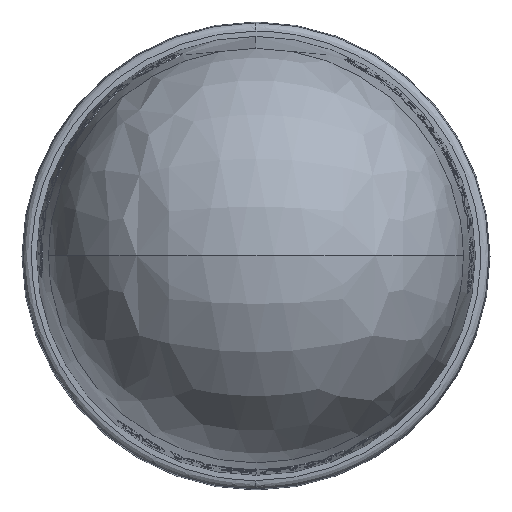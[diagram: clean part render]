
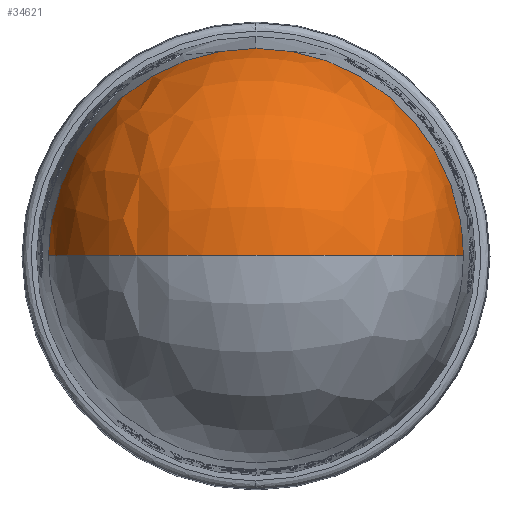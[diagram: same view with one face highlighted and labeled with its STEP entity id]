
A CAD part, top view. The second image highlights one B-rep face of the part: STEP entity #34621.
In plain terms, the highlighted free-form (B-spline) face has degree [3, 3] with [4, 4] control points.
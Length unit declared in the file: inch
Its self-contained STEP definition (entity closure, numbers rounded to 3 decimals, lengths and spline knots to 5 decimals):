
#8 = VERTEX_POINT ( 'NONE', #19243 ) ;
#1521 = CARTESIAN_POINT ( 'NONE',  ( -0.87759, 1.00222, 3.39243 ) ) ;
#4859 = CARTESIAN_POINT ( 'NONE',  ( -0.99323, 0.0654, 1.58038 ) ) ;
#5306 = CIRCLE ( 'NONE', #15497, 0.9919 ) ;
#7698 = DIRECTION ( 'NONE',  ( 0., 0., 1. ) ) ;
#7968 = CARTESIAN_POINT ( 'NONE',  ( 0.99323, 0.06269, 1.61645 ) ) ;
#8098 = CARTESIAN_POINT ( 'NONE',  ( -0.99323, 0.03617, 1.64105 ) ) ;
#10148 = VERTEX_POINT ( 'NONE', #38524 ) ;
#11254 = CARTESIAN_POINT ( 'NONE',  ( 0.99323, 0., 1.64105 ) ) ;
#11363 = EDGE_LOOP ( 'NONE', ( #31100, #27046, #24603 ) ) ;
#14578 = CARTESIAN_POINT ( 'NONE',  ( 0.87759, 1.73692, 2.71076 ) ) ;
#15497 = AXIS2_PLACEMENT_3D ( 'NONE', #38531, #19172, #41746 ) ;
#15961 = CARTESIAN_POINT ( 'NONE',  ( 0., 0., 1.57547 ) ) ;
#16399 = FACE_OUTER_BOUND ( 'NONE', #11363, .T. ) ;
#17849 = CARTESIAN_POINT ( 'NONE',  ( 0.87759, 0., 3.39243 ) ) ;
#19172 = DIRECTION ( 'NONE',  ( 0., 0., 1. ) ) ;
#19232 = DIRECTION ( 'NONE',  ( 1., 0., 0. ) ) ;
#19243 = CARTESIAN_POINT ( 'NONE',  ( -0.9919, 0., 1.65876 ) ) ;
#19445 = CARTESIAN_POINT ( 'NONE',  ( 0.9919, 0., 1.65876 ) ) ;
#20730 = EDGE_CURVE ( 'NONE', #26064, #10148, #5306, .T. ) ;
#20986 = EDGE_CURVE ( 'NONE', #10148, #8, #33745, .T. ) ;
#21107 = CARTESIAN_POINT ( 'NONE',  ( -0.87759, 1.73692, 2.71076 ) ) ;
#22173 = AXIS2_PLACEMENT_3D ( 'NONE', #15961, #38600, #19232 ) ;
#24374 = CARTESIAN_POINT ( 'NONE',  ( -0.87759, 0., 3.39243 ) ) ;
#24603 = ORIENTED_EDGE ( 'NONE', *, *, #20986, .T. ) ;
#26064 = VERTEX_POINT ( 'NONE', #19445 ) ;
#27046 = ORIENTED_EDGE ( 'NONE', *, *, #20730, .T. ) ;
#27260 = CARTESIAN_POINT ( 'NONE',  ( 0., 0., 1.65876 ) ) ;
#27380 = CARTESIAN_POINT ( 'NONE',  ( 0.99323, 0.0654, 1.58038 ) ) ;
#27669 = CARTESIAN_POINT ( 'NONE',  ( -0.99323, 0.06269, 1.61645 ) ) ;
#30526 = DIRECTION ( 'NONE',  ( 0., 1., 0. ) ) ;
#30779 = CARTESIAN_POINT ( 'NONE',  ( 0.99323, 0.03617, 1.64105 ) ) ;
#30912 = CARTESIAN_POINT ( 'NONE',  ( -0.99323, 0., 1.64105 ) ) ;
#31100 = ORIENTED_EDGE ( 'NONE', *, *, #41784, .F. ) ;
#33745 = CIRCLE ( 'NONE', #40693, 0.9919 ) ;
#33971 = CARTESIAN_POINT ( 'NONE',  ( 0.87759, 1.81187, 1.71135 ) ) ;
#34621 = ADVANCED_FACE ( 'NONE', ( #16399 ), #37405, .T. ) ;
#34803 = CIRCLE ( 'NONE', #22173, 0.99539 ) ;
#37243 = CARTESIAN_POINT ( 'NONE',  ( 0.87759, 1.00222, 3.39243 ) ) ;
#37405 =( BOUNDED_SURFACE ( )  B_SPLINE_SURFACE ( 3, 3, ( 
 ( #27380, #7968, #30779, #11254 ),
 ( #33971, #14578, #37243, #17849 ),
 ( #40437, #21107, #1521, #24374 ),
 ( #4859, #27669, #8098, #30912 ) ),
 .UNSPECIFIED., .F., .F., .F. ) 
 B_SPLINE_SURFACE_WITH_KNOTS ( ( 4, 4 ),
 ( 4, 4 ),
 ( 0., 1. ),
 ( 0., 1. ),
 .UNSPECIFIED. ) 
 GEOMETRIC_REPRESENTATION_ITEM ( )  RATIONAL_B_SPLINE_SURFACE ( (
 ( 1., 0.822, 0.822, 1.),
 ( 0.377, 0.31, 0.31, 0.377),
 ( 0.377, 0.31, 0.31, 0.377),
 ( 1., 0.822, 0.822, 1.) ) ) 
 REPRESENTATION_ITEM ( '' )  SURFACE ( )  );
#38524 = CARTESIAN_POINT ( 'NONE',  ( 0., 0.9919, 1.65876 ) ) ;
#38531 = CARTESIAN_POINT ( 'NONE',  ( 0., 0., 1.65876 ) ) ;
#38600 = DIRECTION ( 'NONE',  ( 0., -1., 0. ) ) ;
#40437 = CARTESIAN_POINT ( 'NONE',  ( -0.87759, 1.81187, 1.71135 ) ) ;
#40693 = AXIS2_PLACEMENT_3D ( 'NONE', #27260, #7698, #30526 ) ;
#41746 = DIRECTION ( 'NONE',  ( 0., 1., 0. ) ) ;
#41784 = EDGE_CURVE ( 'NONE', #26064, #8, #34803, .T. ) ;
